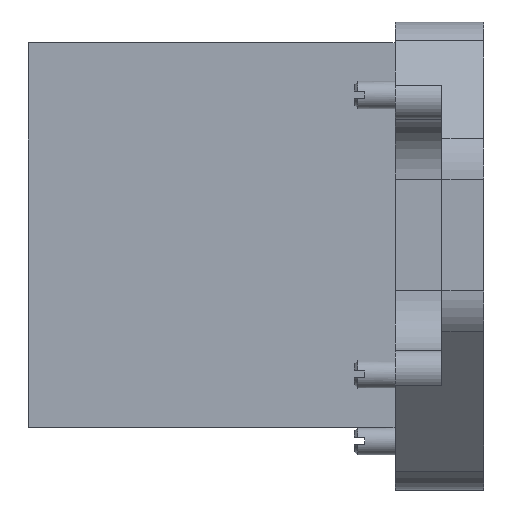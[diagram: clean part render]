
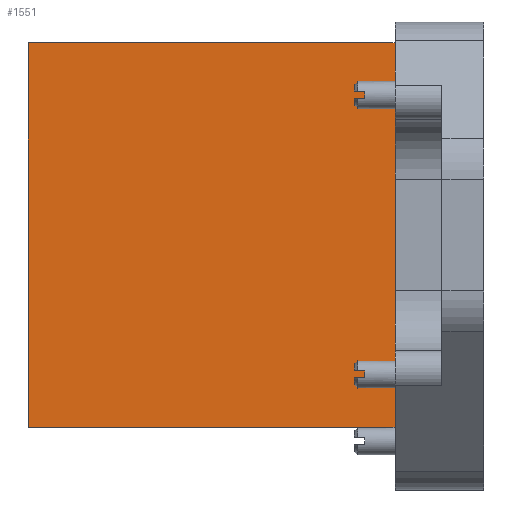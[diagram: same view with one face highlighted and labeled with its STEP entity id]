
A CAD part, left-side view. The second image highlights one B-rep face of the part: STEP entity #1551.
In plain terms, the highlighted planar face has unit normal (-1, 0, 0).
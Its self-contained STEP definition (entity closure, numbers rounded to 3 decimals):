
#231=FACE_OUTER_BOUND('',#318,.T.);
#318=EDGE_LOOP('',(#1078,#1079,#1080,#1081));
#428=LINE('',#2308,#553);
#430=LINE('',#2314,#555);
#433=LINE('',#2319,#558);
#434=LINE('',#2320,#559);
#553=VECTOR('',#1851,10.);
#555=VECTOR('',#1855,10.);
#558=VECTOR('',#1860,10.);
#559=VECTOR('',#1861,10.);
#671=VERTEX_POINT('',#2301);
#674=VERTEX_POINT('',#2306);
#676=VERTEX_POINT('',#2311);
#677=VERTEX_POINT('',#2313);
#830=EDGE_CURVE('',#674,#671,#428,.T.);
#832=EDGE_CURVE('',#676,#677,#430,.T.);
#835=EDGE_CURVE('',#674,#677,#433,.T.);
#836=EDGE_CURVE('',#671,#676,#434,.T.);
#1078=ORIENTED_EDGE('',*,*,#835,.T.);
#1079=ORIENTED_EDGE('',*,*,#832,.F.);
#1080=ORIENTED_EDGE('',*,*,#836,.F.);
#1081=ORIENTED_EDGE('',*,*,#830,.F.);
#1515=PLANE('',#1665);
#1551=ADVANCED_FACE('',(#231),#1515,.F.);
#1665=AXIS2_PLACEMENT_3D('',#2318,#1858,#1859);
#1851=DIRECTION('',(0.,0.,1.));
#1855=DIRECTION('',(0.,0.,-1.));
#1858=DIRECTION('center_axis',(1.,0.,0.));
#1859=DIRECTION('ref_axis',(0.,1.,0.));
#1860=DIRECTION('',(0.,-1.,0.));
#1861=DIRECTION('',(0.,-1.,0.));
#2301=CARTESIAN_POINT('',(0.,52.5,55.));
#2306=CARTESIAN_POINT('',(0.,52.5,0.));
#2308=CARTESIAN_POINT('',(0.,52.5,27.5));
#2311=CARTESIAN_POINT('',(0.,0.,55.));
#2313=CARTESIAN_POINT('',(0.,0.,0.));
#2314=CARTESIAN_POINT('',(0.,0.,27.5));
#2318=CARTESIAN_POINT('Origin',(0.,26.25,27.5));
#2319=CARTESIAN_POINT('',(0.,26.25,0.));
#2320=CARTESIAN_POINT('',(0.,26.25,55.));
